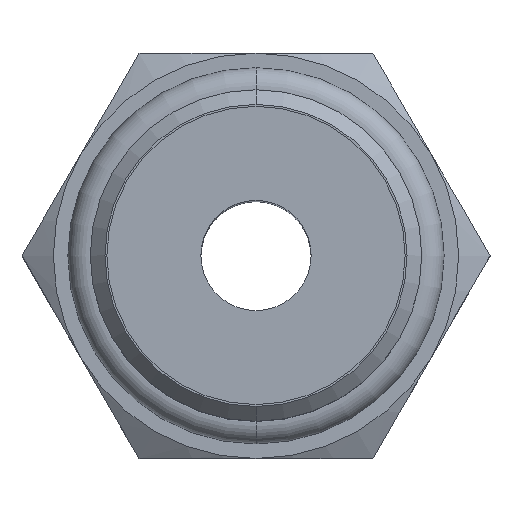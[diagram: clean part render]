
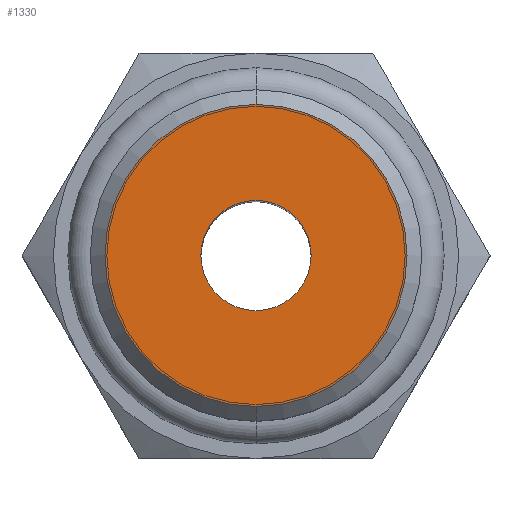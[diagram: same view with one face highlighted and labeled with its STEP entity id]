
A CAD part, top view. The second image highlights one B-rep face of the part: STEP entity #1330.
In plain terms, the highlighted planar face has unit normal (0, 0, 1).
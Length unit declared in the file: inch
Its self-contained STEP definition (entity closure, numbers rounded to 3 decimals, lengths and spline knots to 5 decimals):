
#515=CARTESIAN_POINT('',(0.,0.,0.));
#516=DIRECTION('',(0.,0.,-1.));
#517=DIRECTION('',(0.,-1.,0.));
#518=AXIS2_PLACEMENT_3D('',#515,#516,#517);
#523=CARTESIAN_POINT('',(0.,0.,0.));
#524=DIRECTION('',(0.,0.,1.));
#525=DIRECTION('',(0.,-1.,0.));
#526=AXIS2_PLACEMENT_3D('',#523,#524,#525);
#531=CARTESIAN_POINT('',(0.,0.,0.));
#532=DIRECTION('',(0.,0.,-1.));
#533=DIRECTION('',(0.,-1.,0.));
#534=AXIS2_PLACEMENT_3D('',#531,#532,#533);
#539=CARTESIAN_POINT('',(0.,0.,0.));
#540=DIRECTION('',(0.,0.,-1.));
#541=DIRECTION('',(0.,1.,0.));
#542=AXIS2_PLACEMENT_3D('',#539,#540,#541);
#830=CARTESIAN_POINT('',(0.,-0.0935,0.));
#832=VERTEX_POINT('',#830);
#840=CARTESIAN_POINT('',(0.,0.0935,0.));
#842=VERTEX_POINT('',#840);
#875=CARTESIAN_POINT('',(0.,-0.25625,0.));
#876=CARTESIAN_POINT('',(0.,0.25625,0.));
#877=VERTEX_POINT('',#875);
#878=VERTEX_POINT('',#876);
#1315=CARTESIAN_POINT('',(0.,0.,0.));
#1316=DIRECTION('',(0.,0.,1.));
#1317=DIRECTION('',(0.,1.,0.));
#1318=AXIS2_PLACEMENT_3D('',#1315,#1316,#1317);
#1319=PLANE('',#1318);
#1320=ORIENTED_EDGE('',*,*,#1282,.T.);
#1321=ORIENTED_EDGE('',*,*,#1297,.T.);
#1322=EDGE_LOOP('',(#1320,#1321));
#1323=FACE_OUTER_BOUND('',#1322,.F.);
#1325=ORIENTED_EDGE('',*,*,#1324,.F.);
#1327=ORIENTED_EDGE('',*,*,#1326,.T.);
#1328=EDGE_LOOP('',(#1325,#1327));
#1329=FACE_BOUND('',#1328,.F.);
#519=CIRCLE('',#518,0.0935);
#527=CIRCLE('',#526,0.0935);
#535=CIRCLE('',#534,0.25625);
#543=CIRCLE('',#542,0.25625);
#1282=EDGE_CURVE('',#877,#878,#535,.T.);
#1297=EDGE_CURVE('',#878,#877,#543,.T.);
#1324=EDGE_CURVE('',#832,#842,#519,.T.);
#1326=EDGE_CURVE('',#832,#842,#527,.T.);
#1330=ADVANCED_FACE('',(#1323,#1329),#1319,.T.);
